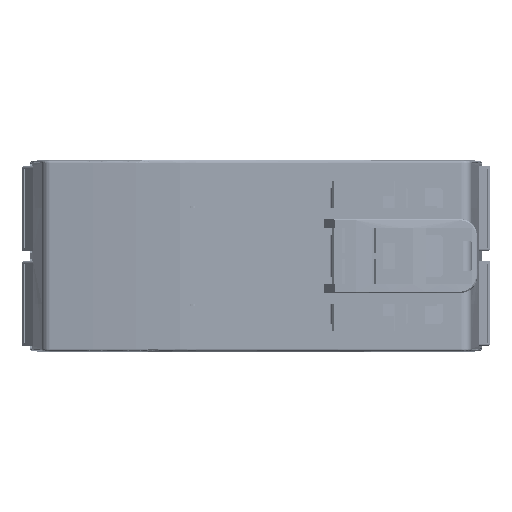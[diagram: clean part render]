
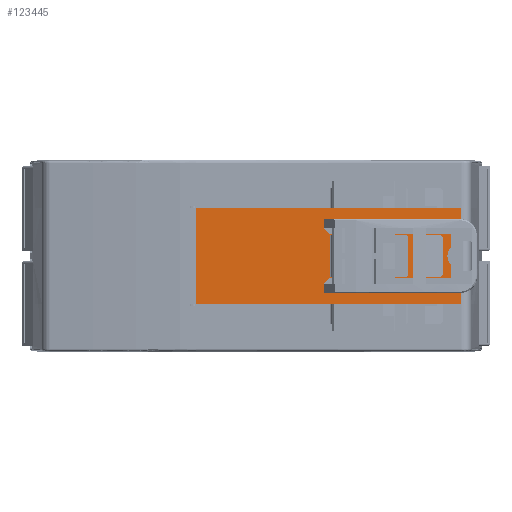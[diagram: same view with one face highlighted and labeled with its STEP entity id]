
A CAD part, front view. The second image highlights one B-rep face of the part: STEP entity #123445.
In plain terms, the highlighted planar face has unit normal (0, -1, 0).
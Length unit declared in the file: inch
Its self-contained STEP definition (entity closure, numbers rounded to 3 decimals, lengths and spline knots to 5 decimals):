
#2005 = VECTOR ( 'NONE', #272533, 39.37008 ) ;
#4404 = ORIENTED_EDGE ( 'NONE', *, *, #199913, .T. ) ;
#5420 = DIRECTION ( 'NONE',  ( 0., 0., 1. ) ) ;
#9086 = DIRECTION ( 'NONE',  ( 1., 0., 0. ) ) ;
#10402 = VECTOR ( 'NONE', #92732, 39.37008 ) ;
#10471 = LINE ( 'NONE', #254952, #289973 ) ;
#10924 = CARTESIAN_POINT ( 'NONE',  ( 1.40157, 0., -0.25 ) ) ;
#11456 = LINE ( 'NONE', #108514, #287519 ) ;
#16625 = ORIENTED_EDGE ( 'NONE', *, *, #182433, .T. ) ;
#17311 = VECTOR ( 'NONE', #76382, 39.37008 ) ;
#17962 = EDGE_CURVE ( 'NONE', #145132, #55962, #40083, .T. ) ;
#20565 = FACE_BOUND ( 'NONE', #243921, .T. ) ;
#20661 = PLANE ( 'NONE',  #284258 ) ;
#28339 = LINE ( 'NONE', #58330, #279421 ) ;
#29282 = CARTESIAN_POINT ( 'NONE',  ( 1.49606, 0., -0.44291 ) ) ;
#36072 = DIRECTION ( 'NONE',  ( 0., 0., -1. ) ) ;
#36596 = EDGE_CURVE ( 'NONE', #39161, #291288, #281138, .T. ) ;
#36684 = CARTESIAN_POINT ( 'NONE',  ( 0.68504, 0., -0.44291 ) ) ;
#37415 = ORIENTED_EDGE ( 'NONE', *, *, #165508, .T. ) ;
#39161 = VERTEX_POINT ( 'NONE', #197823 ) ;
#40083 = LINE ( 'NONE', #135847, #121488 ) ;
#42016 = LINE ( 'NONE', #237562, #17311 ) ;
#43158 = VECTOR ( 'NONE', #221501, 39.37008 ) ;
#43185 = VECTOR ( 'NONE', #215773, 39.37008 ) ;
#45142 = EDGE_CURVE ( 'NONE', #273777, #278399, #184720, .T. ) ;
#45184 = EDGE_LOOP ( 'NONE', ( #181177, #86987, #98709, #4404, #16625, #269500 ) ) ;
#47180 = VECTOR ( 'NONE', #5420, 39.37008 ) ;
#55962 = VERTEX_POINT ( 'NONE', #219930 ) ;
#56129 = ORIENTED_EDGE ( 'NONE', *, *, #283736, .T. ) ;
#57336 = VERTEX_POINT ( 'NONE', #293361 ) ;
#58060 = CARTESIAN_POINT ( 'NONE',  ( 0.68504, 0., -0.63583 ) ) ;
#58330 = CARTESIAN_POINT ( 'NONE',  ( 1.41339, 0., -0.62402 ) ) ;
#59265 = CARTESIAN_POINT ( 'NONE',  ( 1.50787, 0., -0.63583 ) ) ;
#59867 = VERTEX_POINT ( 'NONE', #146717 ) ;
#60266 = DIRECTION ( 'NONE',  ( -0.707, 0., -0.707 ) ) ;
#61554 = ORIENTED_EDGE ( 'NONE', *, *, #187276, .T. ) ;
#64899 = ORIENTED_EDGE ( 'NONE', *, *, #129707, .T. ) ;
#65086 = CARTESIAN_POINT ( 'NONE',  ( 1.90871, 0., -0.44291 ) ) ;
#65224 = LINE ( 'NONE', #36684, #281121 ) ;
#69216 = LINE ( 'NONE', #97299, #221291 ) ;
#70015 = CARTESIAN_POINT ( 'NONE',  ( 1.74409, 0., -0.61614 ) ) ;
#74487 = EDGE_CURVE ( 'NONE', #186228, #97494, #42016, .T. ) ;
#76147 = VECTOR ( 'NONE', #261794, 39.37008 ) ;
#76250 = VERTEX_POINT ( 'NONE', #105292 ) ;
#76382 = DIRECTION ( 'NONE',  ( 1., 0., 0. ) ) ;
#80893 = CARTESIAN_POINT ( 'NONE',  ( -0.56596, 0., 0. ) ) ;
#83524 = LINE ( 'NONE', #233532, #232251 ) ;
#86003 = ORIENTED_EDGE ( 'NONE', *, *, #269670, .T. ) ;
#86987 = ORIENTED_EDGE ( 'NONE', *, *, #96558, .T. ) ;
#90149 = VECTOR ( 'NONE', #168539, 39.37008 ) ;
#90495 = ORIENTED_EDGE ( 'NONE', *, *, #229600, .T. ) ;
#92732 = DIRECTION ( 'NONE',  ( -0.707, 0., -0.707 ) ) ;
#92894 = EDGE_CURVE ( 'NONE', #174435, #151711, #168223, .T. ) ;
#95276 = CARTESIAN_POINT ( 'NONE',  ( 1.90871, 0., -0.44291 ) ) ;
#96558 = EDGE_CURVE ( 'NONE', #97494, #145132, #272554, .T. ) ;
#97299 = CARTESIAN_POINT ( 'NONE',  ( 1.49606, 0., -0.26181 ) ) ;
#97494 = VERTEX_POINT ( 'NONE', #249265 ) ;
#98709 = ORIENTED_EDGE ( 'NONE', *, *, #17962, .T. ) ;
#105292 = CARTESIAN_POINT ( 'NONE',  ( 1.90871, 0., 0. ) ) ;
#106769 = CARTESIAN_POINT ( 'NONE',  ( 0.68504, 0., -0.25 ) ) ;
#107389 = LINE ( 'NONE', #95276, #47180 ) ;
#107977 = LINE ( 'NONE', #168773, #76147 ) ;
#108514 = CARTESIAN_POINT ( 'NONE',  ( 1.90871, 0., -0.63583 ) ) ;
#111726 = CARTESIAN_POINT ( 'NONE',  ( 1.90871, 0., -0.63583 ) ) ;
#113319 = CARTESIAN_POINT ( 'NONE',  ( 1.90871, 0., 0. ) ) ;
#114392 = VERTEX_POINT ( 'NONE', #59265 ) ;
#115572 = EDGE_LOOP ( 'NONE', ( #151111, #56129, #230047, #181417 ) ) ;
#119422 = EDGE_CURVE ( 'NONE', #76250, #273777, #242578, .T. ) ;
#121060 = DIRECTION ( 'NONE',  ( 0.707, 0., 0.707 ) ) ;
#121488 = VECTOR ( 'NONE', #158575, 39.37008 ) ;
#123445 = ADVANCED_FACE ( 'NONE', ( #20565, #228990, #186781 ), #20661, .T. ) ;
#125747 = VECTOR ( 'NONE', #36072, 39.37008 ) ;
#125837 = CARTESIAN_POINT ( 'NONE',  ( -0.56596, 0., -0.44291 ) ) ;
#129707 = EDGE_CURVE ( 'NONE', #59867, #271653, #174980, .T. ) ;
#129934 = EDGE_CURVE ( 'NONE', #179214, #186228, #65224, .T. ) ;
#133985 = EDGE_CURVE ( 'NONE', #278399, #220504, #83524, .T. ) ;
#135847 = CARTESIAN_POINT ( 'NONE',  ( 1.41339, 0., -0.44291 ) ) ;
#141423 = LINE ( 'NONE', #70015, #10402 ) ;
#141457 = CARTESIAN_POINT ( 'NONE',  ( 1.41339, 0., -0.26181 ) ) ;
#144272 = VERTEX_POINT ( 'NONE', #287312 ) ;
#145132 = VERTEX_POINT ( 'NONE', #141457 ) ;
#146717 = CARTESIAN_POINT ( 'NONE',  ( 1.50787, 0., -0.25 ) ) ;
#147276 = DIRECTION ( 'NONE',  ( 0.707, 0., -0.707 ) ) ;
#151111 = ORIENTED_EDGE ( 'NONE', *, *, #133985, .T. ) ;
#151711 = VERTEX_POINT ( 'NONE', #196554 ) ;
#154618 = CARTESIAN_POINT ( 'NONE',  ( 1.72441, 0., -0.25 ) ) ;
#158575 = DIRECTION ( 'NONE',  ( 0., 0., -1. ) ) ;
#165508 = EDGE_CURVE ( 'NONE', #151711, #57336, #141423, .T. ) ;
#167929 = CARTESIAN_POINT ( 'NONE',  ( -0.56596, 0., -0.88583 ) ) ;
#168223 = LINE ( 'NONE', #171452, #125747 ) ;
#168539 = DIRECTION ( 'NONE',  ( 0., 0., 1. ) ) ;
#168773 = CARTESIAN_POINT ( 'NONE',  ( 1.72441, 0., -0.25 ) ) ;
#171452 = CARTESIAN_POINT ( 'NONE',  ( 1.74409, 0., -0.44291 ) ) ;
#174435 = VERTEX_POINT ( 'NONE', #200296 ) ;
#174980 = LINE ( 'NONE', #254378, #242278 ) ;
#179214 = VERTEX_POINT ( 'NONE', #58060 ) ;
#181177 = ORIENTED_EDGE ( 'NONE', *, *, #74487, .T. ) ;
#181417 = ORIENTED_EDGE ( 'NONE', *, *, #45142, .T. ) ;
#182433 = EDGE_CURVE ( 'NONE', #144272, #179214, #11456, .T. ) ;
#184720 = LINE ( 'NONE', #125837, #43185 ) ;
#186228 = VERTEX_POINT ( 'NONE', #106769 ) ;
#186781 = FACE_OUTER_BOUND ( 'NONE', #115572, .T. ) ;
#187276 = EDGE_CURVE ( 'NONE', #291288, #59867, #69216, .T. ) ;
#196554 = CARTESIAN_POINT ( 'NONE',  ( 1.74409, 0., -0.61614 ) ) ;
#197823 = CARTESIAN_POINT ( 'NONE',  ( 1.49606, 0., -0.62402 ) ) ;
#199508 = DIRECTION ( 'NONE',  ( -1., 0., 0. ) ) ;
#199913 = EDGE_CURVE ( 'NONE', #55962, #144272, #28339, .T. ) ;
#200226 = EDGE_CURVE ( 'NONE', #114392, #39161, #10471, .T. ) ;
#200296 = CARTESIAN_POINT ( 'NONE',  ( 1.74409, 0., -0.26969 ) ) ;
#201434 = CARTESIAN_POINT ( 'NONE',  ( 1.49606, 0., -0.26181 ) ) ;
#208472 = DIRECTION ( 'NONE',  ( -0.707, 0., 0.707 ) ) ;
#215773 = DIRECTION ( 'NONE',  ( 0., 0., -1. ) ) ;
#217566 = DIRECTION ( 'NONE',  ( 0., 0., 1. ) ) ;
#219930 = CARTESIAN_POINT ( 'NONE',  ( 1.41339, 0., -0.62402 ) ) ;
#220504 = VERTEX_POINT ( 'NONE', #282428 ) ;
#221291 = VECTOR ( 'NONE', #121060, 39.37008 ) ;
#221501 = DIRECTION ( 'NONE',  ( -1., 0., 0. ) ) ;
#223256 = DIRECTION ( 'NONE',  ( 0., -1., 0. ) ) ;
#228990 = FACE_BOUND ( 'NONE', #45184, .T. ) ;
#229600 = EDGE_CURVE ( 'NONE', #57336, #114392, #237754, .T. ) ;
#230047 = ORIENTED_EDGE ( 'NONE', *, *, #119422, .T. ) ;
#232251 = VECTOR ( 'NONE', #257293, 39.37008 ) ;
#233532 = CARTESIAN_POINT ( 'NONE',  ( 1.90871, 0., -0.88583 ) ) ;
#237562 = CARTESIAN_POINT ( 'NONE',  ( 1.90871, 0., -0.25 ) ) ;
#237754 = LINE ( 'NONE', #111726, #43158 ) ;
#242278 = VECTOR ( 'NONE', #9086, 39.37008 ) ;
#242578 = LINE ( 'NONE', #113319, #2005 ) ;
#243233 = ORIENTED_EDGE ( 'NONE', *, *, #92894, .T. ) ;
#243921 = EDGE_LOOP ( 'NONE', ( #243233, #37415, #90495, #261664, #258164, #61554, #64899, #86003 ) ) ;
#244139 = VECTOR ( 'NONE', #147276, 39.37008 ) ;
#247997 = DIRECTION ( 'NONE',  ( 0., 0., -1. ) ) ;
#249265 = CARTESIAN_POINT ( 'NONE',  ( 1.40157, 0., -0.25 ) ) ;
#254378 = CARTESIAN_POINT ( 'NONE',  ( 1.90871, 0., -0.25 ) ) ;
#254952 = CARTESIAN_POINT ( 'NONE',  ( 1.50787, 0., -0.63583 ) ) ;
#257293 = DIRECTION ( 'NONE',  ( 1., 0., 0. ) ) ;
#258164 = ORIENTED_EDGE ( 'NONE', *, *, #36596, .T. ) ;
#261664 = ORIENTED_EDGE ( 'NONE', *, *, #200226, .T. ) ;
#261794 = DIRECTION ( 'NONE',  ( 0.707, 0., -0.707 ) ) ;
#269500 = ORIENTED_EDGE ( 'NONE', *, *, #129934, .T. ) ;
#269670 = EDGE_CURVE ( 'NONE', #271653, #174435, #107977, .T. ) ;
#271653 = VERTEX_POINT ( 'NONE', #154618 ) ;
#272533 = DIRECTION ( 'NONE',  ( -1., 0., 0. ) ) ;
#272554 = LINE ( 'NONE', #10924, #244139 ) ;
#273777 = VERTEX_POINT ( 'NONE', #80893 ) ;
#278399 = VERTEX_POINT ( 'NONE', #167929 ) ;
#279421 = VECTOR ( 'NONE', #60266, 39.37008 ) ;
#281121 = VECTOR ( 'NONE', #217566, 39.37008 ) ;
#281138 = LINE ( 'NONE', #29282, #90149 ) ;
#282428 = CARTESIAN_POINT ( 'NONE',  ( 1.90871, 0., -0.88583 ) ) ;
#283736 = EDGE_CURVE ( 'NONE', #220504, #76250, #107389, .T. ) ;
#284258 = AXIS2_PLACEMENT_3D ( 'NONE', #65086, #223256, #247997 ) ;
#287312 = CARTESIAN_POINT ( 'NONE',  ( 1.40157, 0., -0.63583 ) ) ;
#287519 = VECTOR ( 'NONE', #199508, 39.37008 ) ;
#289973 = VECTOR ( 'NONE', #208472, 39.37008 ) ;
#291288 = VERTEX_POINT ( 'NONE', #201434 ) ;
#293361 = CARTESIAN_POINT ( 'NONE',  ( 1.72441, 0., -0.63583 ) ) ;
